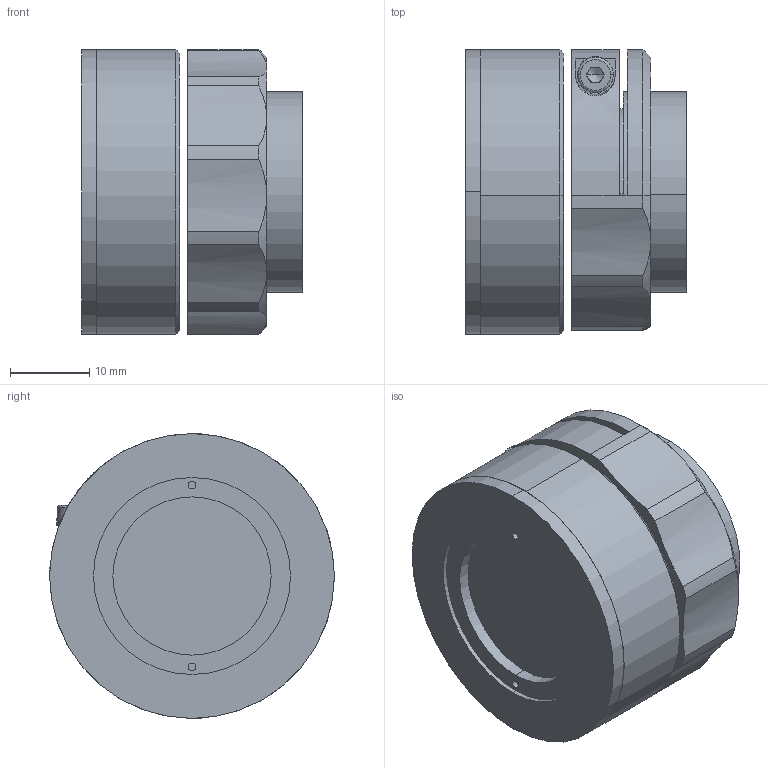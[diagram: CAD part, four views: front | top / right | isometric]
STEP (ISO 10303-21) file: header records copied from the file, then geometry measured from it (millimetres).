
FILE_DESCRIPTION (( 'STEP AP203' ), '1' );
FILE_NAME ('XF-MH01X190.STEP', '2020-04-10T07:50:21', ( 'puyufan' ), ( '' ), 'SwSTEP 2.0', 'SolidWorks 2014', '' );
FILE_SCHEMA (( 'CONFIG_CONTROL_DESIGN' ));
Length unit declared in the file: millimetre
Products named in the file (1): XF-MH01X190
Bounding box: 27.91 x 36 x 36 mm (x, y, z)
Surface area: 9187 mm2 (no closed solid volume)
Topology: 0 solids, 10 shells, 94 faces, 254 edges, 170 vertices
Faces by surface type: cylinder 39, plane 38, cone 13, sphere 2, torus 2
Entity records: 3129 total; most frequent: CARTESIAN_POINT 610, DIRECTION 567, ORIENTED_EDGE 442, EDGE_CURVE 252, AXIS2_PLACEMENT_3D 231, VERTEX_POINT 170, CIRCLE 136, EDGE_LOOP 111
